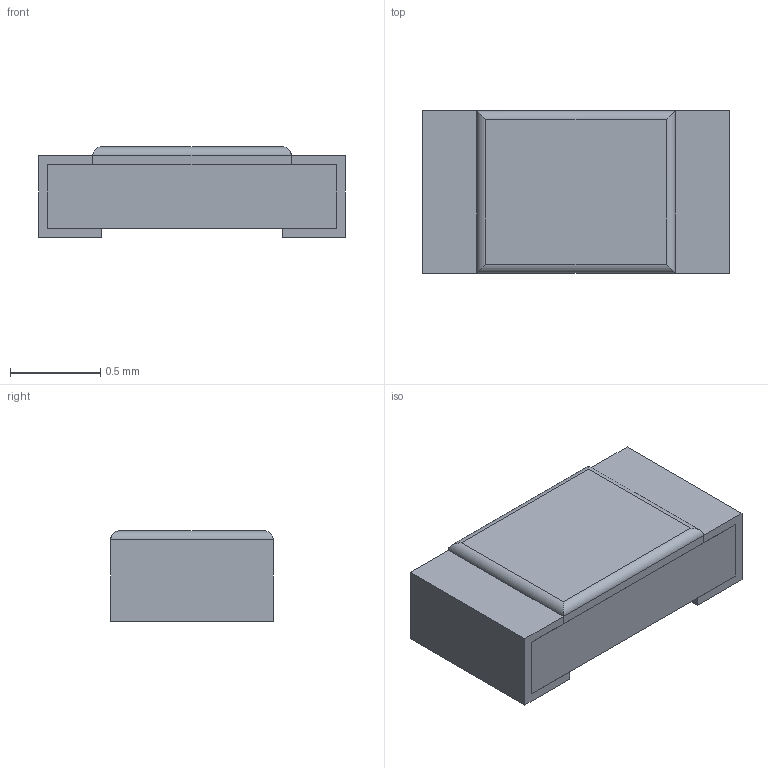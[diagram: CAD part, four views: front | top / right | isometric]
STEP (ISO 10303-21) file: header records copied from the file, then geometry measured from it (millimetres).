
FILE_DESCRIPTION((''),'2;1');
FILE_NAME('FUSC1608X55N.stp','2010-03-31T17:30:13',(''),(''),'Mechanical Desktop 2010','Mechanical Desktop 2010',', , ');
FILE_SCHEMA(('AUTOMOTIVE_DESIGN { 1 2 10303 214 1 1 1 1 }'));
Length unit declared in the file: millimetre
Products named in the file (1): Product
Bounding box: 1.7 x 0.9 x 0.5 mm (x, y, z)
Volume: 0.7 mm3; surface area: 10.9 mm2
Topology: 4 solids, 4 shells, 36 faces, 80 edges, 52 vertices
Faces by surface type: plane 32, cylinder 4
Entity records: 1032 total; most frequent: CARTESIAN_POINT 169, ORIENTED_EDGE 160, DIRECTION 158, EDGE_CURVE 80, VECTOR 76, LINE 76, VERTEX_POINT 52, AXIS2_PLACEMENT_3D 41
